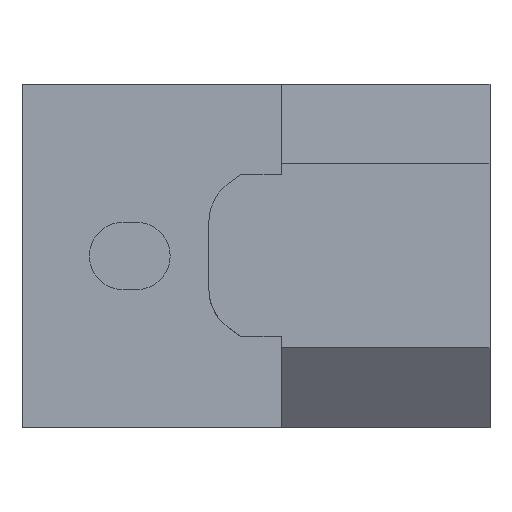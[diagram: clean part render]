
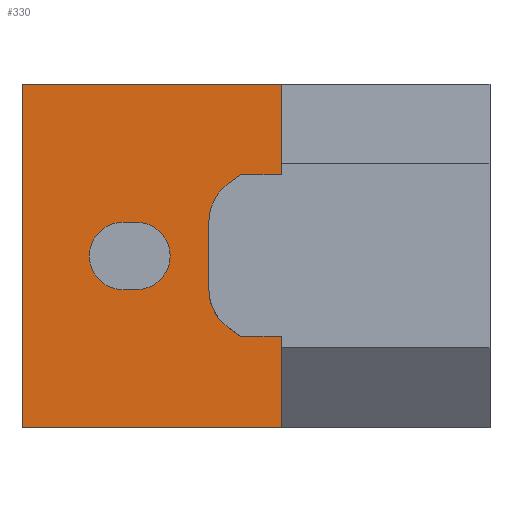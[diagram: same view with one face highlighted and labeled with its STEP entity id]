
A CAD part, top view. The second image highlights one B-rep face of the part: STEP entity #330.
In plain terms, the highlighted planar face has unit normal (0, 0, 1).
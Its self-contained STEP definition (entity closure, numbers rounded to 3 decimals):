
#120=LINE('',#1618,#226);
#149=LINE('',#1691,#255);
#151=LINE('',#1695,#257);
#152=LINE('',#1700,#258);
#153=LINE('',#1703,#259);
#154=LINE('',#1704,#260);
#155=LINE('',#1706,#261);
#156=LINE('',#1708,#262);
#157=LINE('',#1712,#263);
#158=LINE('',#1716,#264);
#159=LINE('',#1718,#265);
#160=LINE('',#1720,#266);
#226=VECTOR('',#1300,1.);
#255=VECTOR('',#1357,1.);
#257=VECTOR('',#1361,1.);
#258=VECTOR('',#1364,1.);
#259=VECTOR('',#1367,1.);
#260=VECTOR('',#1368,1.);
#261=VECTOR('',#1369,1.);
#262=VECTOR('',#1370,1.);
#263=VECTOR('',#1373,1.);
#264=VECTOR('',#1376,1.);
#265=VECTOR('',#1377,1.);
#266=VECTOR('',#1378,1.);
#330=ADVANCED_FACE('',(#432,#433),#390,.T.);
#390=PLANE('',#1175);
#432=FACE_BOUND('',#474,.T.);
#433=FACE_BOUND('',#475,.T.);
#474=EDGE_LOOP('',(#626,#627,#628,#629));
#475=EDGE_LOOP('',(#630,#631,#632,#633,#634,#635,#636,#637,#638,#639,#640,
#641));
#626=ORIENTED_EDGE('',*,*,#990,.F.);
#627=ORIENTED_EDGE('',*,*,#991,.F.);
#628=ORIENTED_EDGE('',*,*,#992,.F.);
#629=ORIENTED_EDGE('',*,*,#993,.F.);
#630=ORIENTED_EDGE('',*,*,#994,.T.);
#631=ORIENTED_EDGE('',*,*,#995,.T.);
#632=ORIENTED_EDGE('',*,*,#996,.T.);
#633=ORIENTED_EDGE('',*,*,#997,.T.);
#634=ORIENTED_EDGE('',*,*,#998,.T.);
#635=ORIENTED_EDGE('',*,*,#999,.T.);
#636=ORIENTED_EDGE('',*,*,#1000,.T.);
#637=ORIENTED_EDGE('',*,*,#1001,.T.);
#638=ORIENTED_EDGE('',*,*,#1002,.T.);
#639=ORIENTED_EDGE('',*,*,#1003,.T.);
#640=ORIENTED_EDGE('',*,*,#951,.T.);
#641=ORIENTED_EDGE('',*,*,#988,.T.);
#829=VERTEX_POINT('',#1573);
#846=VERTEX_POINT('',#1617);
#847=VERTEX_POINT('',#1619);
#877=VERTEX_POINT('',#1692);
#878=VERTEX_POINT('',#1696);
#879=VERTEX_POINT('',#1697);
#880=VERTEX_POINT('',#1699);
#881=VERTEX_POINT('',#1701);
#882=VERTEX_POINT('',#1705);
#883=VERTEX_POINT('',#1707);
#884=VERTEX_POINT('',#1709);
#885=VERTEX_POINT('',#1711);
#886=VERTEX_POINT('',#1713);
#887=VERTEX_POINT('',#1715);
#888=VERTEX_POINT('',#1717);
#889=VERTEX_POINT('',#1719);
#951=EDGE_CURVE('',#847,#846,#120,.T.);
#988=EDGE_CURVE('',#846,#877,#149,.T.);
#990=EDGE_CURVE('',#878,#879,#151,.T.);
#991=EDGE_CURVE('',#880,#878,#1087,.T.);
#992=EDGE_CURVE('',#881,#880,#152,.T.);
#993=EDGE_CURVE('',#879,#881,#1088,.T.);
#994=EDGE_CURVE('',#877,#829,#153,.T.);
#995=EDGE_CURVE('',#829,#882,#154,.T.);
#996=EDGE_CURVE('',#882,#883,#155,.T.);
#997=EDGE_CURVE('',#883,#884,#156,.T.);
#998=EDGE_CURVE('',#884,#885,#1089,.T.);
#999=EDGE_CURVE('',#885,#886,#157,.T.);
#1000=EDGE_CURVE('',#886,#887,#1090,.T.);
#1001=EDGE_CURVE('',#887,#888,#158,.T.);
#1002=EDGE_CURVE('',#888,#889,#159,.T.);
#1003=EDGE_CURVE('',#889,#847,#160,.T.);
#1087=CIRCLE('',#1171,10.);
#1088=CIRCLE('',#1172,10.);
#1089=CIRCLE('',#1173,14.);
#1090=CIRCLE('',#1174,14.);
#1171=AXIS2_PLACEMENT_3D('',#1698,#1362,#1363);
#1172=AXIS2_PLACEMENT_3D('',#1702,#1365,#1366);
#1173=AXIS2_PLACEMENT_3D('',#1710,#1371,#1372);
#1174=AXIS2_PLACEMENT_3D('',#1714,#1374,#1375);
#1175=AXIS2_PLACEMENT_3D('',#1721,#1379,#1380);
#1300=DIRECTION('',(-1.,0.,0.));
#1357=DIRECTION('',(0.,-1.,0.));
#1361=DIRECTION('',(1.,0.,0.));
#1362=DIRECTION('',(0.,0.,1.));
#1363=DIRECTION('',(1.,0.,0.));
#1364=DIRECTION('',(-1.,0.,0.));
#1365=DIRECTION('',(0.,0.,1.));
#1366=DIRECTION('',(-1.,0.,0.));
#1367=DIRECTION('',(1.,0.,0.));
#1368=DIRECTION('',(0.,1.,0.));
#1369=DIRECTION('',(-1.,0.,0.));
#1370=DIRECTION('',(-0.809,0.588,0.));
#1371=DIRECTION('',(0.,0.,-1.));
#1372=DIRECTION('',(1.,0.,0.));
#1373=DIRECTION('',(0.,1.,0.));
#1374=DIRECTION('',(0.,0.,-1.));
#1375=DIRECTION('',(1.,0.,0.));
#1376=DIRECTION('',(0.809,0.588,0.));
#1377=DIRECTION('',(1.,0.,0.));
#1378=DIRECTION('',(0.,1.,0.));
#1379=DIRECTION('',(0.,0.,1.));
#1380=DIRECTION('',(1.,0.,0.));
#1573=CARTESIAN_POINT('',(0.,-51.,0.));
#1617=CARTESIAN_POINT('',(-77.,51.,0.));
#1618=CARTESIAN_POINT('',(62.,51.,0.));
#1619=CARTESIAN_POINT('',(0.,51.,0.));
#1691=CARTESIAN_POINT('',(-77.,-62.647,0.));
#1692=CARTESIAN_POINT('',(-77.,-51.,0.));
#1695=CARTESIAN_POINT('',(-47.,-10.,0.));
#1696=CARTESIAN_POINT('',(-47.,-10.,0.));
#1697=CARTESIAN_POINT('',(-43.,-10.,0.));
#1698=CARTESIAN_POINT('',(-47.,0.,0.));
#1699=CARTESIAN_POINT('',(-47.,10.,0.));
#1700=CARTESIAN_POINT('',(-43.,10.,0.));
#1701=CARTESIAN_POINT('',(-43.,10.,0.));
#1702=CARTESIAN_POINT('',(-43.,0.,0.));
#1703=CARTESIAN_POINT('',(62.,-51.,0.));
#1704=CARTESIAN_POINT('',(0.,-24.,0.));
#1705=CARTESIAN_POINT('',(0.,-24.,0.));
#1706=CARTESIAN_POINT('',(0.,-24.,0.));
#1707=CARTESIAN_POINT('',(-12.049,-24.,0.));
#1708=CARTESIAN_POINT('',(-15.729,-21.326,0.));
#1709=CARTESIAN_POINT('',(-15.729,-21.326,0.));
#1710=CARTESIAN_POINT('',(-7.5,-10.,0.));
#1711=CARTESIAN_POINT('',(-21.5,-10.,0.));
#1712=CARTESIAN_POINT('',(-21.5,10.,0.));
#1713=CARTESIAN_POINT('',(-21.5,10.,0.));
#1714=CARTESIAN_POINT('',(-7.5,10.,0.));
#1715=CARTESIAN_POINT('',(-15.729,21.326,0.));
#1716=CARTESIAN_POINT('',(-12.049,24.,0.));
#1717=CARTESIAN_POINT('',(-12.049,24.,0.));
#1718=CARTESIAN_POINT('',(-12.049,24.,0.));
#1719=CARTESIAN_POINT('',(0.,24.,0.));
#1720=CARTESIAN_POINT('',(0.,57.15,0.));
#1721=CARTESIAN_POINT('',(0.,0.,0.));
